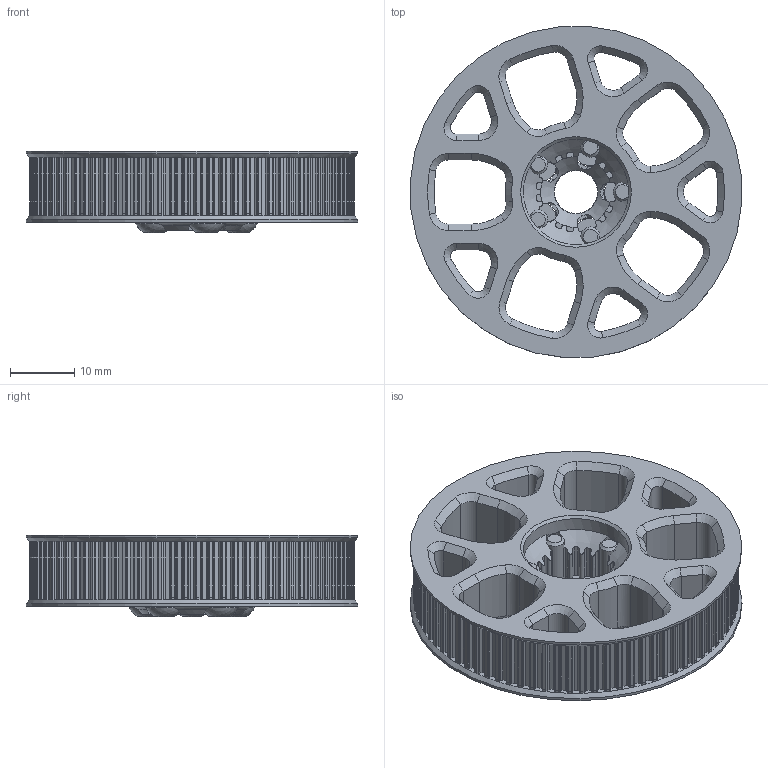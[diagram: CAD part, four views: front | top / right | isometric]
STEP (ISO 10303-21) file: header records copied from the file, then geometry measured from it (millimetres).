
FILE_DESCRIPTION(/* description */ (''),/* implementation_level */ '2;1');
FILE_NAME(/* name */ '80T gear Replacement v3.step',/* time_stamp */ '2021-11-10T16:28:43-05:00',/* author */ (''),/* organization */ (''),/* preprocessor_version */ 'ST-DEVELOPER v18.1',/* originating_system */ 'Autodesk Translation Framework v10.10.0.1391',/* authorisation */ '');
FILE_SCHEMA (('AUTOMOTIVE_DESIGN { 1 0 10303 214 3 1 1 }'));
Length unit declared in the file: millimetre
Products named in the file (2): 80T gear Replacement; M3x8 BHCS
Assembly tree (5 placements, depth 2):
  80T gear Replacement
    M3x8 BHCS  x5
Bounding box: 51.51 x 51.51 x 12.65 mm (x, y, z)
Volume: 12798 mm3; surface area: 9609 mm2
Topology: 6 solids, 6 shells, 1393 faces, 3645 edges, 2265 vertices
Faces by surface type: plane 863, cylinder 315, cone 114, torus 66, bspline 30, sphere 5
Full cylindrical faces by diameter (mm): 3 x5, 5.7 x5, 16.4 x1, 51.63 x2
Entity records: 42445 total; most frequent: CARTESIAN_POINT 9668, ORIENTED_EDGE 7018, DIRECTION 6716, EDGE_CURVE 3509, LINE 2306, VECTOR 2306, AXIS2_PLACEMENT_3D 2205, VERTEX_POINT 2189
